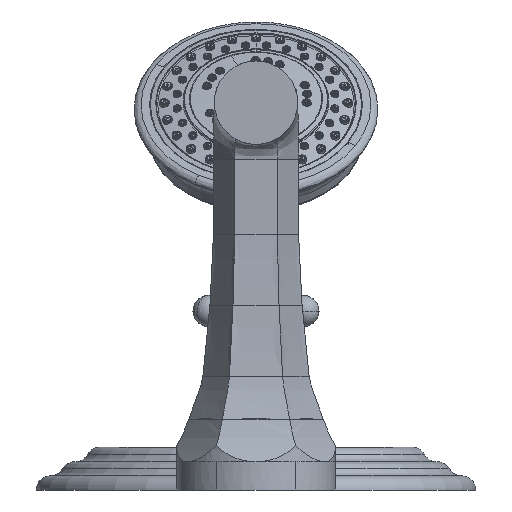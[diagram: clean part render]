
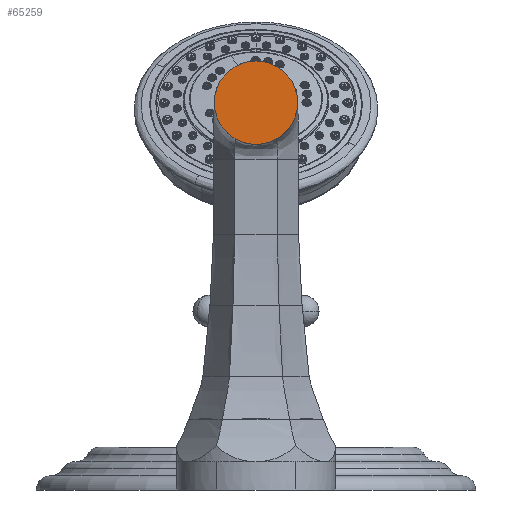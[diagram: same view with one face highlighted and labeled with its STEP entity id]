
A CAD part, front view. The second image highlights one B-rep face of the part: STEP entity #65259.
In plain terms, the highlighted planar face has unit normal (0, -1, 0).
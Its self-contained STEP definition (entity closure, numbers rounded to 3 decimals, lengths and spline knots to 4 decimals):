
#61946=CARTESIAN_POINT('',(0.3675,-9.645,6.1905));
#61947=CARTESIAN_POINT('',(0.3922,-9.645,6.2047));
#61948=CARTESIAN_POINT('',(0.4399,-9.645,6.2361));
#61949=CARTESIAN_POINT('',(0.5055,-9.645,6.2912));
#61950=CARTESIAN_POINT('',(0.5643,-9.645,6.3535));
#61951=CARTESIAN_POINT('',(0.6155,-9.645,6.4222));
#61952=CARTESIAN_POINT('',(0.6583,-9.645,6.4964));
#61953=CARTESIAN_POINT('',(0.6922,-9.645,6.575));
#61954=CARTESIAN_POINT('',(0.7168,-9.645,6.6571));
#61955=CARTESIAN_POINT('',(0.7317,-9.645,6.7415));
#61956=CARTESIAN_POINT('',(0.735,-9.645,6.7985));
#61957=CARTESIAN_POINT('',(0.735,-9.645,6.827));
#61976=CARTESIAN_POINT('',(-0.3675,-9.645,6.1905));
#61977=CARTESIAN_POINT('',(-0.3428,-9.645,6.1762));
#61978=CARTESIAN_POINT('',(-0.2918,-9.645,6.1506));
#61979=CARTESIAN_POINT('',(-0.2113,-9.645,6.1213));
#61980=CARTESIAN_POINT('',(-0.1279,-9.645,6.1015));
#61981=CARTESIAN_POINT('',(-0.0428,-9.645,6.0916));
#61982=CARTESIAN_POINT('',(0.0428,-9.645,6.0916));
#61983=CARTESIAN_POINT('',(0.1279,-9.645,6.1015));
#61984=CARTESIAN_POINT('',(0.2113,-9.645,6.1213));
#61985=CARTESIAN_POINT('',(0.2918,-9.645,6.1506));
#61986=CARTESIAN_POINT('',(0.3428,-9.645,6.1762));
#61987=CARTESIAN_POINT('',(0.3675,-9.645,6.1905));
#62006=CARTESIAN_POINT('',(-0.735,-9.645,6.827));
#62007=CARTESIAN_POINT('',(-0.735,-9.645,6.7985));
#62008=CARTESIAN_POINT('',(-0.7317,-9.645,6.7415));
#62009=CARTESIAN_POINT('',(-0.7168,-9.645,6.6571));
#62010=CARTESIAN_POINT('',(-0.6922,-9.645,6.575));
#62011=CARTESIAN_POINT('',(-0.6583,-9.645,6.4964));
#62012=CARTESIAN_POINT('',(-0.6155,-9.645,6.4222));
#62013=CARTESIAN_POINT('',(-0.5643,-9.645,6.3535));
#62014=CARTESIAN_POINT('',(-0.5055,-9.645,6.2912));
#62015=CARTESIAN_POINT('',(-0.4399,-9.645,6.2361));
#62016=CARTESIAN_POINT('',(-0.3922,-9.645,6.2047));
#62017=CARTESIAN_POINT('',(-0.3675,-9.645,6.1905));
#62036=CARTESIAN_POINT('',(-0.3675,-9.645,7.4635));
#62037=CARTESIAN_POINT('',(-0.3922,-9.645,7.4493));
#62038=CARTESIAN_POINT('',(-0.4399,-9.645,7.4179));
#62039=CARTESIAN_POINT('',(-0.5055,-9.645,7.3628));
#62040=CARTESIAN_POINT('',(-0.5643,-9.645,7.3005));
#62041=CARTESIAN_POINT('',(-0.6155,-9.645,7.2318));
#62042=CARTESIAN_POINT('',(-0.6583,-9.645,7.1576));
#62043=CARTESIAN_POINT('',(-0.6922,-9.645,7.079));
#62044=CARTESIAN_POINT('',(-0.7168,-9.645,6.9969));
#62045=CARTESIAN_POINT('',(-0.7317,-9.645,6.9125));
#62046=CARTESIAN_POINT('',(-0.735,-9.645,6.8555));
#62047=CARTESIAN_POINT('',(-0.735,-9.645,6.827));
#62066=CARTESIAN_POINT('',(0.3675,-9.645,7.4635));
#62067=CARTESIAN_POINT('',(0.3428,-9.645,7.4778));
#62068=CARTESIAN_POINT('',(0.2918,-9.645,7.5034));
#62069=CARTESIAN_POINT('',(0.2113,-9.645,7.5327));
#62070=CARTESIAN_POINT('',(0.1279,-9.645,7.5525));
#62071=CARTESIAN_POINT('',(0.0428,-9.645,7.5624));
#62072=CARTESIAN_POINT('',(-0.0428,-9.645,7.5624));
#62073=CARTESIAN_POINT('',(-0.1279,-9.645,7.5525));
#62074=CARTESIAN_POINT('',(-0.2113,-9.645,7.5327));
#62075=CARTESIAN_POINT('',(-0.2918,-9.645,7.5034));
#62076=CARTESIAN_POINT('',(-0.3428,-9.645,7.4778));
#62077=CARTESIAN_POINT('',(-0.3675,-9.645,7.4635));
#62096=CARTESIAN_POINT('',(0.735,-9.645,6.827));
#62097=CARTESIAN_POINT('',(0.735,-9.645,6.8555));
#62098=CARTESIAN_POINT('',(0.7317,-9.645,6.9125));
#62099=CARTESIAN_POINT('',(0.7168,-9.645,6.9969));
#62100=CARTESIAN_POINT('',(0.6922,-9.645,7.079));
#62101=CARTESIAN_POINT('',(0.6583,-9.645,7.1576));
#62102=CARTESIAN_POINT('',(0.6155,-9.645,7.2318));
#62103=CARTESIAN_POINT('',(0.5643,-9.645,7.3005));
#62104=CARTESIAN_POINT('',(0.5055,-9.645,7.3628));
#62105=CARTESIAN_POINT('',(0.4399,-9.645,7.4179));
#62106=CARTESIAN_POINT('',(0.3922,-9.645,7.4493));
#62107=CARTESIAN_POINT('',(0.3675,-9.645,7.4635));
#62276=VERTEX_POINT('',#61946);
#62277=VERTEX_POINT('',#61957);
#62278=VERTEX_POINT('',#61976);
#62279=VERTEX_POINT('',#62006);
#62280=VERTEX_POINT('',#62036);
#62281=VERTEX_POINT('',#62066);
#65241=CARTESIAN_POINT('',(0.,-9.645,6.827));
#65242=DIRECTION('',(0.,-1.,0.));
#65243=DIRECTION('',(0.,0.,1.));
#65244=AXIS2_PLACEMENT_3D('',#65241,#65242,#65243);
#65245=PLANE('',#65244);
#65246=ORIENTED_EDGE('',*,*,#65231,.F.);
#65248=ORIENTED_EDGE('',*,*,#65247,.F.);
#65250=ORIENTED_EDGE('',*,*,#65249,.F.);
#65252=ORIENTED_EDGE('',*,*,#65251,.F.);
#65254=ORIENTED_EDGE('',*,*,#65253,.F.);
#65256=ORIENTED_EDGE('',*,*,#65255,.F.);
#65257=EDGE_LOOP('',(#65246,#65248,#65250,#65252,#65254,#65256));
#65258=FACE_OUTER_BOUND('',#65257,.F.);
#65259=ADVANCED_FACE('',(#65258),#65245,.T.);
#61958=B_SPLINE_CURVE_WITH_KNOTS('',3,(#61946,#61947,#61948,#61949,#61950,
#61951,#61952,#61953,#61954,#61955,#61956,#61957),.UNSPECIFIED.,.F.,.F.,(4,1,1,
1,1,1,1,1,1,4),(0.,0.1111,0.2222,0.3333,
0.4444,0.5556,0.6667,0.7778,
0.8889,1.),.UNSPECIFIED.);
#61988=B_SPLINE_CURVE_WITH_KNOTS('',3,(#61976,#61977,#61978,#61979,#61980,
#61981,#61982,#61983,#61984,#61985,#61986,#61987),.UNSPECIFIED.,.F.,.F.,(4,1,1,
1,1,1,1,1,1,4),(0.,0.1111,0.2222,0.3333,
0.4444,0.5556,0.6667,0.7778,
0.8889,1.),.UNSPECIFIED.);
#62018=B_SPLINE_CURVE_WITH_KNOTS('',3,(#62006,#62007,#62008,#62009,#62010,
#62011,#62012,#62013,#62014,#62015,#62016,#62017),.UNSPECIFIED.,.F.,.F.,(4,1,1,
1,1,1,1,1,1,4),(0.,0.1111,0.2222,0.3333,
0.4444,0.5556,0.6667,0.7778,
0.8889,1.),.UNSPECIFIED.);
#62048=B_SPLINE_CURVE_WITH_KNOTS('',3,(#62036,#62037,#62038,#62039,#62040,
#62041,#62042,#62043,#62044,#62045,#62046,#62047),.UNSPECIFIED.,.F.,.F.,(4,1,1,
1,1,1,1,1,1,4),(0.,0.1111,0.2222,0.3333,
0.4444,0.5556,0.6667,0.7778,
0.8889,1.),.UNSPECIFIED.);
#62078=B_SPLINE_CURVE_WITH_KNOTS('',3,(#62066,#62067,#62068,#62069,#62070,
#62071,#62072,#62073,#62074,#62075,#62076,#62077),.UNSPECIFIED.,.F.,.F.,(4,1,1,
1,1,1,1,1,1,4),(0.,0.1111,0.2222,0.3333,
0.4444,0.5556,0.6667,0.7778,
0.8889,1.),.UNSPECIFIED.);
#62108=B_SPLINE_CURVE_WITH_KNOTS('',3,(#62096,#62097,#62098,#62099,#62100,
#62101,#62102,#62103,#62104,#62105,#62106,#62107),.UNSPECIFIED.,.F.,.F.,(4,1,1,
1,1,1,1,1,1,4),(0.,0.1111,0.2222,0.3333,
0.4444,0.5556,0.6667,0.7778,
0.8889,1.),.UNSPECIFIED.);
#65231=EDGE_CURVE('',#62276,#62277,#61958,.T.);
#65247=EDGE_CURVE('',#62278,#62276,#61988,.T.);
#65249=EDGE_CURVE('',#62279,#62278,#62018,.T.);
#65251=EDGE_CURVE('',#62280,#62279,#62048,.T.);
#65253=EDGE_CURVE('',#62281,#62280,#62078,.T.);
#65255=EDGE_CURVE('',#62277,#62281,#62108,.T.);
